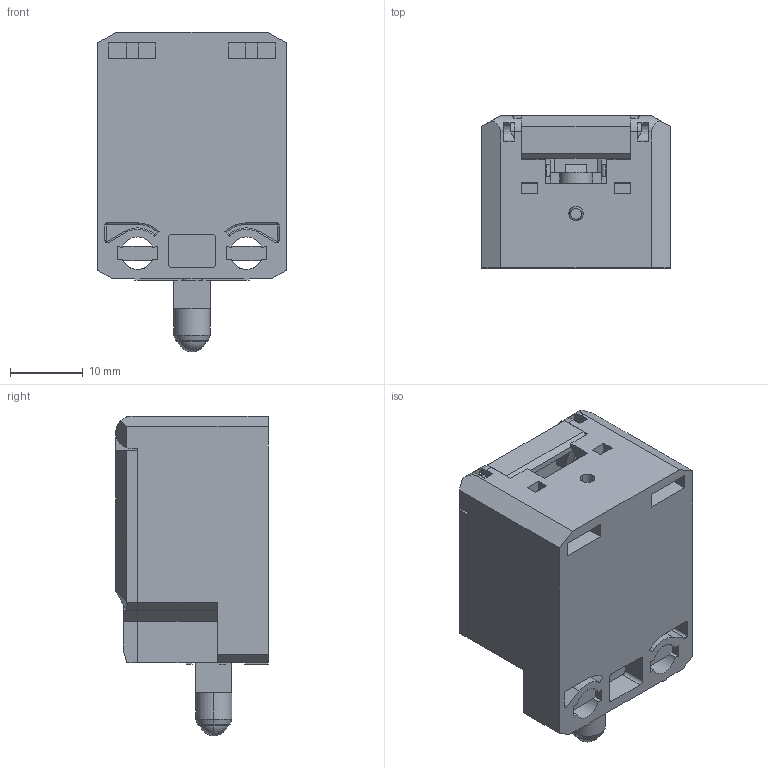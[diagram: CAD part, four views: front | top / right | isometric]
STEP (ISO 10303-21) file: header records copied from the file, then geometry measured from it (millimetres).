
FILE_DESCRIPTION((''),'2;1');
FILE_NAME('6008101001_SW0001','2008-07-24T',('K.Falk'),(''),'PRO/ENGINEER BY PARAMETRIC TECHNOLOGY CORPORATION, 2005070','PRO/ENGINEER BY PARAMETRIC TECHNOLOGY CORPORATION, 2005070','');
FILE_SCHEMA(('AUTOMOTIVE_DESIGN_CC2 { 1 2 10303 214 -1 1 5 2 }'));
Length unit declared in the file: millimetre
Products named in the file (1): 6008101001_SW0001
Bounding box: 26 x 21 x 44.1 mm (x, y, z)
Surface area: 13683.1 mm2 (no closed solid volume)
Topology: 0 solids, 25 shells, 1188 faces, 3601 edges, 2407 vertices
Faces by surface type: plane 878, cylinder 237, torus 48, cone 19, bspline 4, sphere 2
Entity records: 62362 total; most frequent: CARTESIAN_POINT 8582, ORIENTED_EDGE 6620, DIRECTION 6560, PRESENTATION_STYLE_ASSIGNMENT 4808, STYLED_ITEM 3620, CURVE_STYLE 3597, EDGE_CURVE 3597, VECTOR 2718
